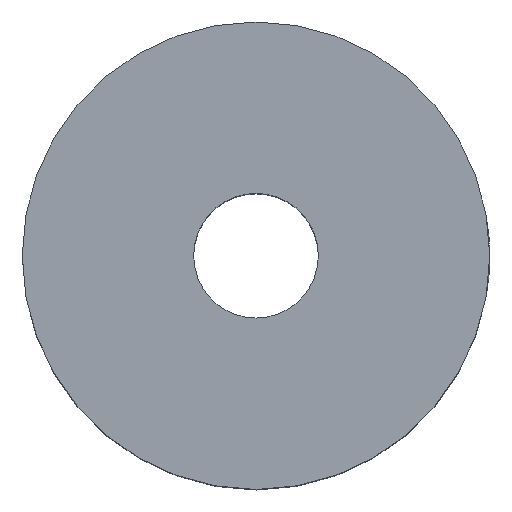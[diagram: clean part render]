
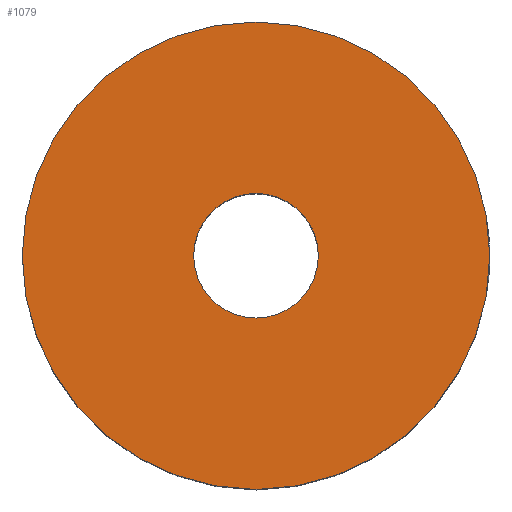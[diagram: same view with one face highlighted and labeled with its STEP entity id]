
A CAD part, top view. The second image highlights one B-rep face of the part: STEP entity #1079.
In plain terms, the highlighted planar face has unit normal (0, 0, 1).
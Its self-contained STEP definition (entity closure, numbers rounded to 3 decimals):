
#18=FACE_BOUND('',#148,.T.);
#19=CIRCLE('',#1144,4.);
#21=CIRCLE('',#1147,15.);
#26=PLANE('',#1150);
#87=FACE_OUTER_BOUND('',#147,.T.);
#147=EDGE_LOOP('',(#972));
#148=EDGE_LOOP('',(#973));
#469=VERTEX_POINT('',#4403);
#471=VERTEX_POINT('',#4409);
#634=EDGE_CURVE('',#469,#469,#19,.T.);
#637=EDGE_CURVE('',#471,#471,#21,.T.);
#972=ORIENTED_EDGE('',*,*,#637,.T.);
#973=ORIENTED_EDGE('',*,*,#634,.T.);
#1079=ADVANCED_FACE('',(#87,#18),#26,.T.);
#1144=AXIS2_PLACEMENT_3D('',#4404,#1300,#1301);
#1147=AXIS2_PLACEMENT_3D('',#4410,#1307,#1308);
#1150=AXIS2_PLACEMENT_3D('',#4415,#1314,#1315);
#1300=DIRECTION('center_axis',(0.,0.,-1.));
#1301=DIRECTION('ref_axis',(1.,0.,0.));
#1307=DIRECTION('center_axis',(0.,0.,1.));
#1308=DIRECTION('ref_axis',(1.,0.,0.));
#1314=DIRECTION('center_axis',(0.,0.,1.));
#1315=DIRECTION('ref_axis',(1.,0.,0.));
#4403=CARTESIAN_POINT('',(-4.,0.,20.));
#4404=CARTESIAN_POINT('Origin',(0.,0.,20.));
#4409=CARTESIAN_POINT('',(-15.,0.,20.));
#4410=CARTESIAN_POINT('Origin',(0.,0.,20.));
#4415=CARTESIAN_POINT('Origin',(0.,0.,20.));
